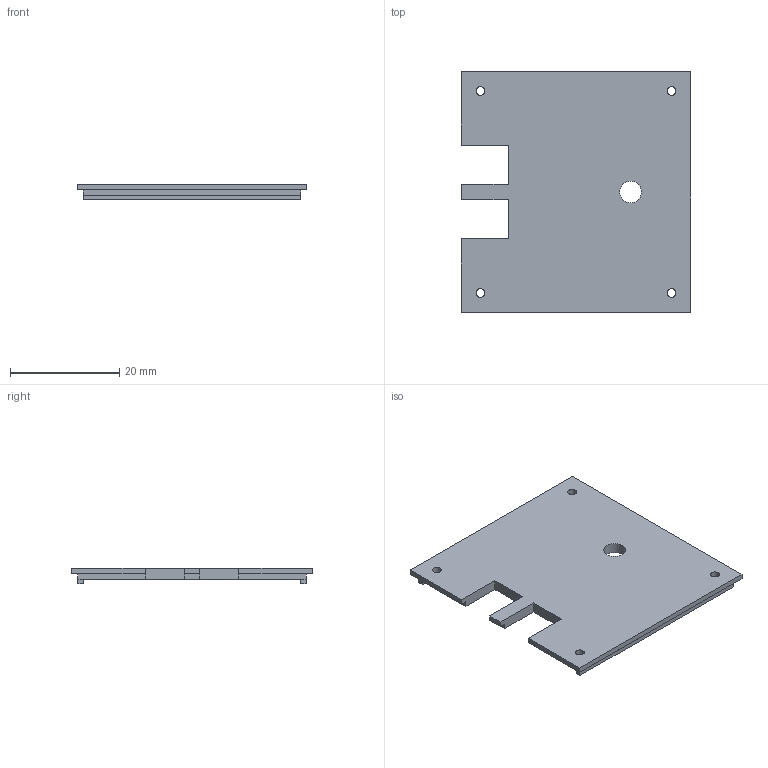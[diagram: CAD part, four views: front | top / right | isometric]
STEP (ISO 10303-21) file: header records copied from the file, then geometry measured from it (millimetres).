
FILE_DESCRIPTION(('FreeCAD Model'),'2;1');
FILE_NAME('Open CASCADE Shape Model','2023-10-05T12:56:27',(''),(''), 'Open CASCADE STEP processor 7.6','FreeCAD','Unknown');
FILE_SCHEMA(('AUTOMOTIVE_DESIGN { 1 0 10303 214 1 1 1 1 }'));
Length unit declared in the file: millimetre
Products named in the file (1): LowerPartHole
Bounding box: 42 x 44 x 2.8 mm (x, y, z)
Volume: 3302.3 mm3; surface area: 4002.6 mm2
Topology: 1 solids, 1 shells, 37 faces, 97 edges, 62 vertices
Faces by surface type: plane 32, cylinder 5
Full cylindrical faces by diameter (mm): 1.6 x4, 4 x1
Entity records: 1159 total; most frequent: CARTESIAN_POINT 197, ORIENTED_EDGE 194, DIRECTION 183, EDGE_CURVE 97, LINE 87, VECTOR 87, VERTEX_POINT 62, AXIS2_PLACEMENT_3D 48
